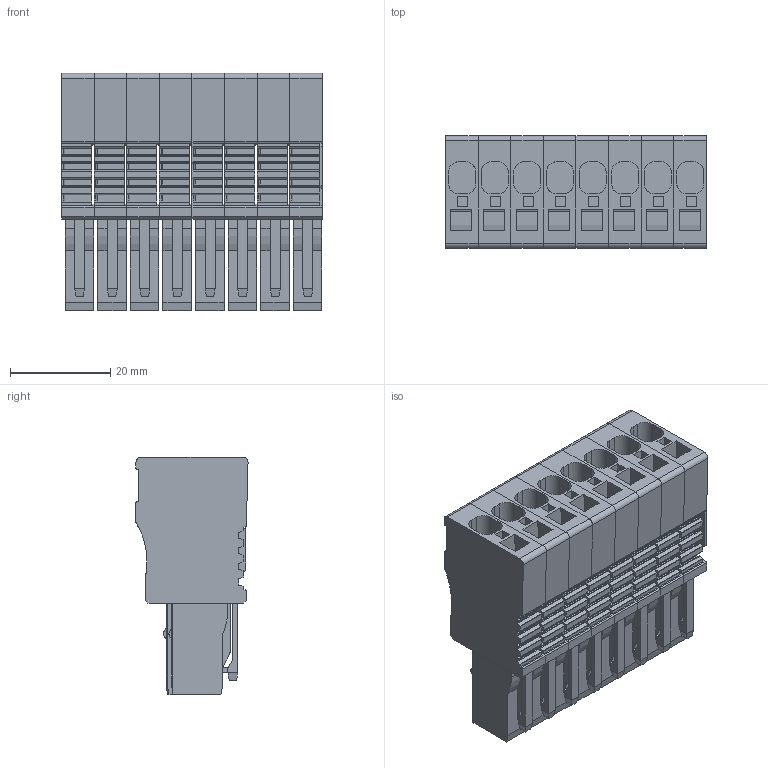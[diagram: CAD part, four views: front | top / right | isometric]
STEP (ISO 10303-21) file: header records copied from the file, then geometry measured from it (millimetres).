
FILE_DESCRIPTION(('CATIA V5R22 STEP214','CAx-IF Rec.Pracs.--- Model Styling and Organization---1.4--- 2014-01-23'),'2;1');
FILE_NAME ('023941-2_0', '2021-04-21T07:13:32+00:00', ('Weidmueller Interface'), ('Weidmueller'), 'CATIA Version 5-6 Release 2016 SP3 HF44', 'CATIA V5 STEP AP214', 'none');
FILE_SCHEMA(('AUTOMOTIVE_DESIGN { 1 0 10303 214 1 1 1 1 }'));
Products named in the file (1): ZP_4-1AN-..._AllCATPart
Bounding box: 52 x 22.34 x 47.31 mm (x, y, z)
Volume: 32910.4 mm3; surface area: 27026.7 mm2
Topology: 9 solids, 9 shells, 2362 faces, 6810 edges, 4490 vertices
Faces by surface type: plane 1751, cylinder 611
Entity records: 75080 total; most frequent: CARTESIAN_POINT 14100, ORIENTED_EDGE 13620, DIRECTION 11012, EDGE_CURVE 6810, VECTOR 5539, LINE 5539, VERTEX_POINT 4490, AXIS2_PLACEMENT_3D 3338
